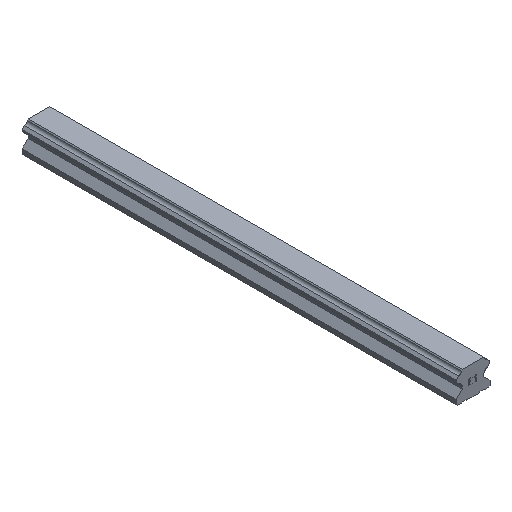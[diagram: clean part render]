
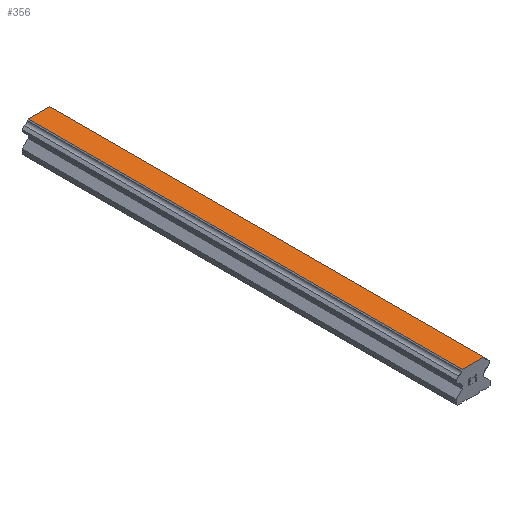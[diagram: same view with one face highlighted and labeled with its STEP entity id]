
A CAD part, isometric view. The second image highlights one B-rep face of the part: STEP entity #356.
In plain terms, the highlighted planar face has unit normal (0, 0, 1).
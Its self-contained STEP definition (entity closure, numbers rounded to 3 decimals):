
#356=ADVANCED_FACE('',(#731),#732,.T.);
#731=FACE_OUTER_BOUND('',#1112,.T.);
#732=PLANE('',#1113);
#1112=EDGE_LOOP('',(#2160,#2161,#2162,#2163));
#1113=AXIS2_PLACEMENT_3D('',#2164,#2165,#2166);
#2160=ORIENTED_EDGE('',*,*,#2626,.T.);
#2161=ORIENTED_EDGE('',*,*,#2700,.F.);
#2162=ORIENTED_EDGE('',*,*,#2507,.T.);
#2163=ORIENTED_EDGE('',*,*,#2698,.T.);
#2164=CARTESIAN_POINT('',(7.2,575.0,38.));
#2165=DIRECTION('',(0.0,0.0,1.0));
#2166=DIRECTION('',(-1.0,0.0,0.0));
#2507=EDGE_CURVE('',#3073,#3071,#3074,.T.);
#2626=EDGE_CURVE('',#3266,#3264,#3267,.T.);
#2698=EDGE_CURVE('',#3071,#3266,#3353,.T.);
#2700=EDGE_CURVE('',#3073,#3264,#3355,.T.);
#3071=VERTEX_POINT('',#3877);
#3073=VERTEX_POINT('',#3880);
#3074=LINE('',#3881,#3882);
#3264=VERTEX_POINT('',#4161);
#3266=VERTEX_POINT('',#4164);
#3267=LINE('',#4165,#4166);
#3353=LINE('',#4281,#4282);
#3355=LINE('',#4284,#4285);
#3877=CARTESIAN_POINT('',(-14.4,575.0,38.));
#3880=CARTESIAN_POINT('',(14.4,575.0,38.));
#3881=CARTESIAN_POINT('',(14.4,575.0,38.));
#3882=VECTOR('',#4524,1.0);
#4161=CARTESIAN_POINT('',(14.4,0.0,38.));
#4164=CARTESIAN_POINT('',(-14.4,0.0,38.));
#4165=CARTESIAN_POINT('',(0.0,0.0,38.));
#4166=VECTOR('',#4627,1.0);
#4281=CARTESIAN_POINT('',(-14.4,575.0,38.));
#4282=VECTOR('',#4699,1.0);
#4284=CARTESIAN_POINT('',(14.4,575.0,38.));
#4285=VECTOR('',#4700,1.0);
#4524=DIRECTION('',(-1.0,0.0,0.0));
#4627=DIRECTION('',(1.0,0.0,0.0));
#4699=DIRECTION('',(0.0,-1.0,0.0));
#4700=DIRECTION('',(0.0,-1.0,0.0));
